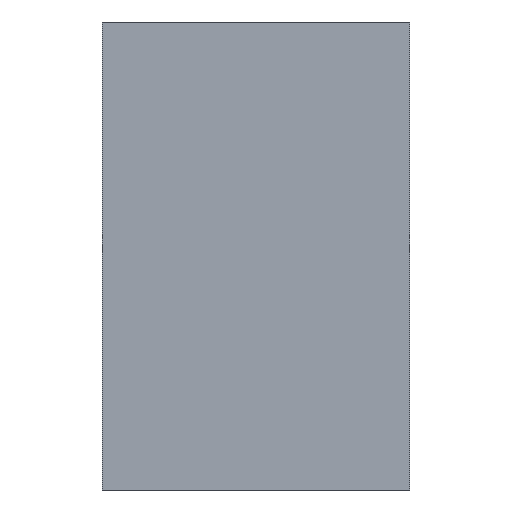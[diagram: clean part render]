
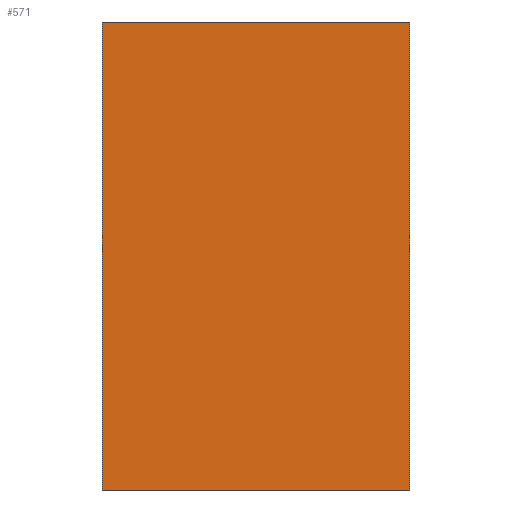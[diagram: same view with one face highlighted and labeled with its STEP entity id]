
A CAD part, left-side view. The second image highlights one B-rep face of the part: STEP entity #571.
In plain terms, the highlighted planar face has unit normal (-1, 0, 0).
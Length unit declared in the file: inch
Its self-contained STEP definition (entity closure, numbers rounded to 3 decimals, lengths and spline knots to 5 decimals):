
#35=FACE_OUTER_BOUND('',#66,.T.);
#66=EDGE_LOOP('',(#401,#402,#403,#404));
#113=LINE('',#850,#185);
#118=LINE('',#861,#190);
#119=LINE('',#863,#191);
#120=LINE('',#864,#192);
#185=VECTOR('',#683,0.3937);
#190=VECTOR('',#690,0.3937);
#191=VECTOR('',#691,0.3937);
#192=VECTOR('',#692,0.3937);
#246=VERTEX_POINT('',#827);
#256=VERTEX_POINT('',#848);
#261=VERTEX_POINT('',#860);
#262=VERTEX_POINT('',#862);
#313=EDGE_CURVE('',#256,#246,#113,.T.);
#318=EDGE_CURVE('',#256,#261,#118,.T.);
#319=EDGE_CURVE('',#261,#262,#119,.T.);
#320=EDGE_CURVE('',#246,#262,#120,.T.);
#401=ORIENTED_EDGE('',*,*,#318,.T.);
#402=ORIENTED_EDGE('',*,*,#319,.T.);
#403=ORIENTED_EDGE('',*,*,#320,.F.);
#404=ORIENTED_EDGE('',*,*,#313,.F.);
#545=PLANE('',#623);
#571=ADVANCED_FACE('',(#35),#545,.T.);
#623=AXIS2_PLACEMENT_3D('',#859,#688,#689);
#683=DIRECTION('',(0.,-1.,0.));
#688=DIRECTION('center_axis',(-1.,0.,0.));
#689=DIRECTION('ref_axis',(0.,0.,1.));
#690=DIRECTION('',(0.,0.,-1.));
#691=DIRECTION('',(0.,-1.,0.));
#692=DIRECTION('',(0.,0.,-1.));
#827=CARTESIAN_POINT('',(-2.53937,-1.15,3.5));
#848=CARTESIAN_POINT('',(-2.53937,1.15,3.5));
#850=CARTESIAN_POINT('',(-2.53937,0.4,3.5));
#859=CARTESIAN_POINT('Origin',(-2.53937,0.775,1.75));
#860=CARTESIAN_POINT('',(-2.53937,1.15,0.));
#861=CARTESIAN_POINT('',(-2.53937,1.15,3.5));
#862=CARTESIAN_POINT('',(-2.53937,-1.15,0.));
#863=CARTESIAN_POINT('',(-2.53937,1.15,0.));
#864=CARTESIAN_POINT('',(-2.53937,-1.15,3.5));
